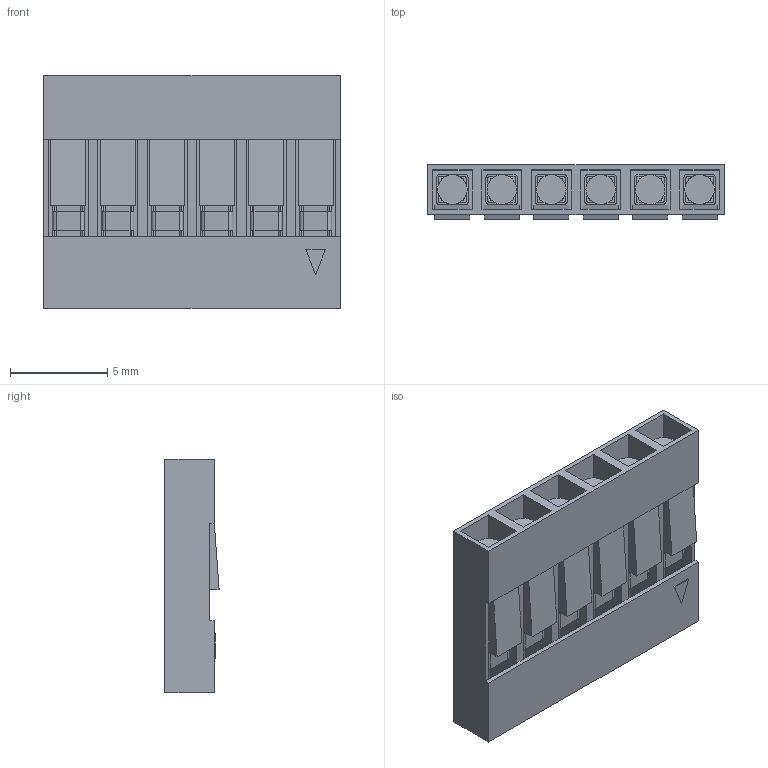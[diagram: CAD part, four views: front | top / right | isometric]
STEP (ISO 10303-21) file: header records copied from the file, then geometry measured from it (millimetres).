
FILE_DESCRIPTION (( 'STEP AP214' ), '1' );
FILE_NAME ('DS1071-1x6.STEP', '2019-05-31T22:31:54', ( 'VR' ), ( '' ), 'SwSTEP 2.0', 'SolidWorks 2016', '' );
FILE_SCHEMA (( 'AUTOMOTIVE_DESIGN' ));
Length unit declared in the file: millimetre
Products named in the file (1): DS1071-1x6
Bounding box: 15.24 x 2.79 x 12 mm (x, y, z)
Volume: 221.1 mm3; surface area: 1596.3 mm2
Topology: 7 solids, 7 shells, 410 faces, 1245 edges, 790 vertices
Faces by surface type: plane 302, cylinder 108
Entity records: 18555 total; most frequent: ORIENTED_EDGE 2490, CARTESIAN_POINT 2446, DIRECTION 2343, EDGE_CURVE 1245, LINE 969, VECTOR 969, VERTEX_POINT 790, AXIS2_PLACEMENT_3D 687
